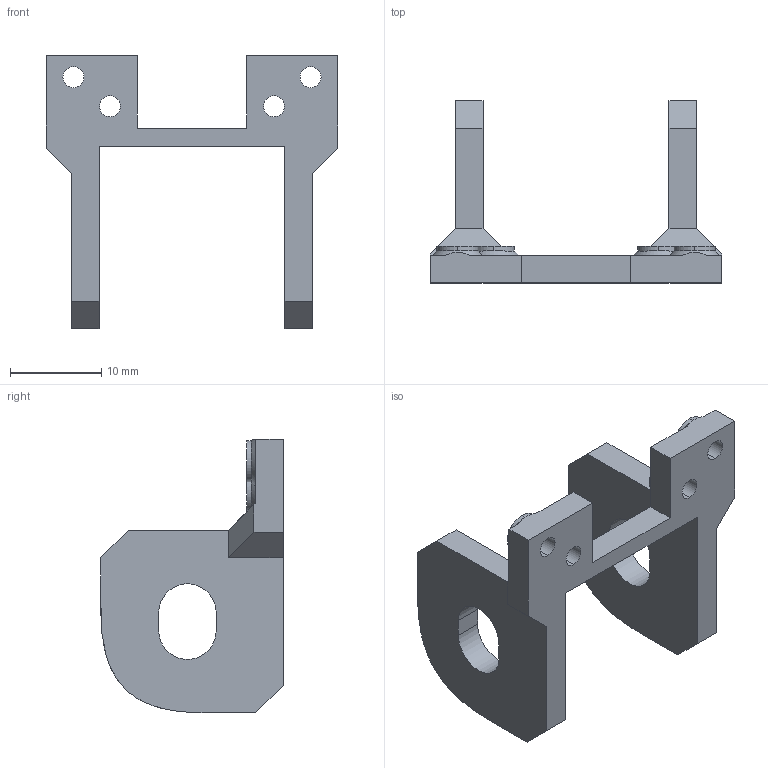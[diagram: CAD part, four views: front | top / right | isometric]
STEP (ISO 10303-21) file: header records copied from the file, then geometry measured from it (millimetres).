
FILE_DESCRIPTION (( 'STEP AP203' ), '1' );
FILE_NAME ('笢諷殤.S', '2026-01-10T03:33:10', ( '' ), ( '' ), 'SwSTEP 2.0', 'SolidWorks 2025', '' );
FILE_SCHEMA (( 'CONFIG_CONTROL_DESIGN' ));
Length unit declared in the file: millimetre
Products named in the file (1): 中控架
Bounding box: 32 x 20 x 30 mm (x, y, z)
Volume: 2751.6 mm3; surface area: 2742.8 mm2
Topology: 1 solids, 1 shells, 72 faces, 200 edges, 130 vertices
Faces by surface type: plane 42, cylinder 22, cone 6, bspline 2
Entity records: 2669 total; most frequent: CARTESIAN_POINT 733, ORIENTED_EDGE 400, DIRECTION 372, EDGE_CURVE 200, VERTEX_POINT 130, AXIS2_PLACEMENT_3D 125, VECTOR 122, LINE 122
